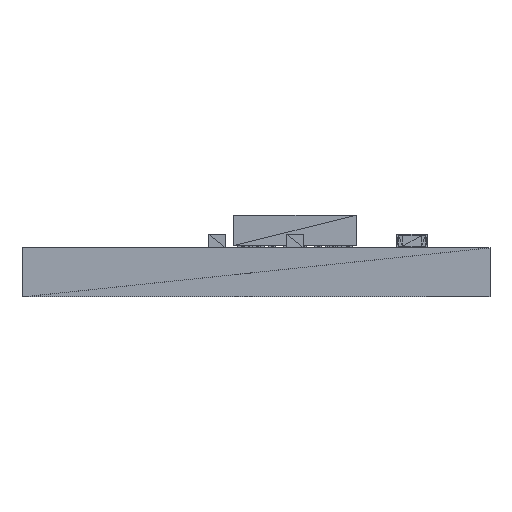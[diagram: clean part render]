
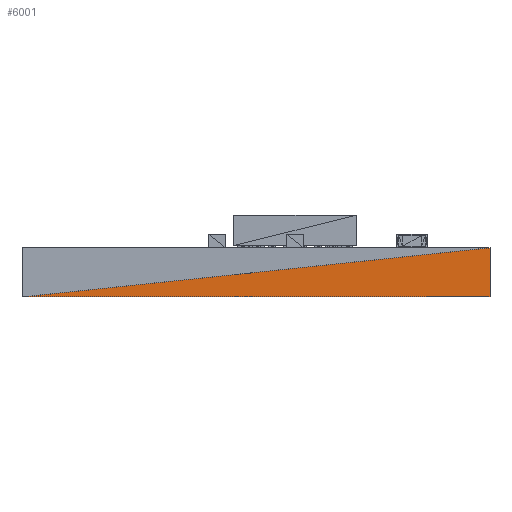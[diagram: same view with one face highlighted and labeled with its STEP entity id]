
A CAD part, front view. The second image highlights one B-rep face of the part: STEP entity #6001.
In plain terms, the highlighted planar face has unit normal (0, -1, 0).
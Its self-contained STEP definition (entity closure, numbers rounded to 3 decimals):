
#1986 = PLANE ( 'NONE',  #28343 ) ;
#2046 = CARTESIAN_POINT ( 'NONE',  ( 15.24, 0., 0.8 ) ) ;
#3755 = CARTESIAN_POINT ( 'NONE',  ( 0., 0., -0.8 ) ) ;
#5983 = EDGE_CURVE ( 'NONE', #30776, #33364, #9797, .T. ) ;
#6001 = ADVANCED_FACE ( 'NONE', ( #32452 ), #1986, .F. ) ;
#6112 = VECTOR ( 'NONE', #37142, 1000. ) ;
#7909 = DIRECTION ( 'NONE',  ( 0., 0., 1. ) ) ;
#9405 = LINE ( 'NONE', #14159, #24175 ) ;
#9797 = LINE ( 'NONE', #31389, #16694 ) ;
#13927 = LINE ( 'NONE', #25393, #6112 ) ;
#14159 = CARTESIAN_POINT ( 'NONE',  ( 15.24, 0., 0.8 ) ) ;
#15868 = CARTESIAN_POINT ( 'NONE',  ( 15.24, 0., -0.8 ) ) ;
#16694 = VECTOR ( 'NONE', #19488, 1000. ) ;
#17129 = DIRECTION ( 'NONE',  ( 0., 0., -1. ) ) ;
#18395 = ORIENTED_EDGE ( 'NONE', *, *, #5983, .T. ) ;
#19488 = DIRECTION ( 'NONE',  ( -0.995, 0., -0.104 ) ) ;
#22622 = CARTESIAN_POINT ( 'NONE',  ( 0., 0., 0. ) ) ;
#23909 = EDGE_CURVE ( 'NONE', #30776, #31655, #9405, .T. ) ;
#24175 = VECTOR ( 'NONE', #17129, 1000. ) ;
#24663 = ORIENTED_EDGE ( 'NONE', *, *, #23909, .F. ) ;
#25393 = CARTESIAN_POINT ( 'NONE',  ( 0., 0., -0.8 ) ) ;
#25578 = DIRECTION ( 'NONE',  ( 0., 1., 0. ) ) ;
#28343 = AXIS2_PLACEMENT_3D ( 'NONE', #22622, #25578, #7909 ) ;
#29342 = ORIENTED_EDGE ( 'NONE', *, *, #36836, .T. ) ;
#30776 = VERTEX_POINT ( 'NONE', #2046 ) ;
#31389 = CARTESIAN_POINT ( 'NONE',  ( 15.24, 0., 0.8 ) ) ;
#31655 = VERTEX_POINT ( 'NONE', #15868 ) ;
#32452 = FACE_OUTER_BOUND ( 'NONE', #37204, .T. ) ;
#33364 = VERTEX_POINT ( 'NONE', #3755 ) ;
#36836 = EDGE_CURVE ( 'NONE', #33364, #31655, #13927, .T. ) ;
#37142 = DIRECTION ( 'NONE',  ( 1., 0., 0. ) ) ;
#37204 = EDGE_LOOP ( 'NONE', ( #18395, #29342, #24663 ) ) ;
